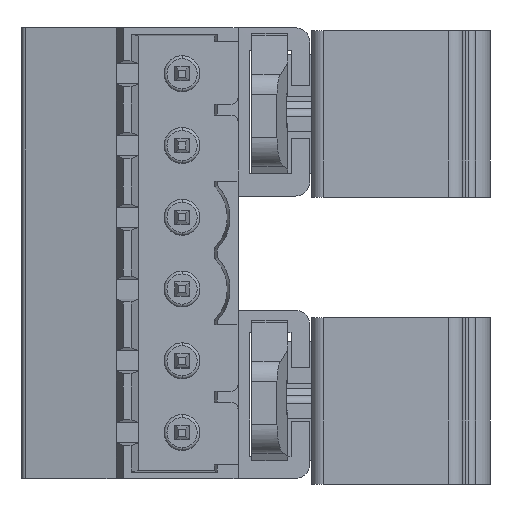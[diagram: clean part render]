
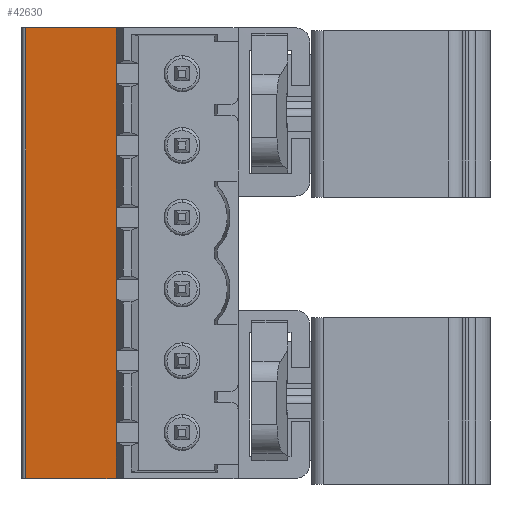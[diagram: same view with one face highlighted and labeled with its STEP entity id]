
A CAD part, left-side view. The second image highlights one B-rep face of the part: STEP entity #42630.
In plain terms, the highlighted planar face has unit normal (-0.991, 0.137, 0).
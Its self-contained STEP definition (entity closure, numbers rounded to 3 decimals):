
#3725=DIRECTION('',(-0.137,-0.991,0.));
#3726=VECTOR('',#3725,7.057);
#3727=CARTESIAN_POINT('',(10.664,14.791,-28.2));
#3728=LINE('',#3727,#3726);
#4445=DIRECTION('',(-0.137,-0.991,0.));
#4446=VECTOR('',#4445,7.057);
#4447=CARTESIAN_POINT('',(10.664,14.791,3.2));
#4448=LINE('',#4447,#4446);
#4494=DIRECTION('',(0.,0.,1.));
#4495=VECTOR('',#4494,31.4);
#4496=CARTESIAN_POINT('',(9.7,7.8,-28.2));
#4497=LINE('',#4496,#4495);
#4498=DIRECTION('',(0.,0.,-1.));
#4499=VECTOR('',#4498,31.4);
#4500=CARTESIAN_POINT('',(10.664,14.791,3.2));
#4501=LINE('',#4500,#4499);
#26333=CARTESIAN_POINT('',(9.7,7.8,3.2));
#26335=VERTEX_POINT('',#26333);
#26498=CARTESIAN_POINT('',(10.664,14.791,3.2));
#26500=VERTEX_POINT('',#26498);
#29399=CARTESIAN_POINT('',(9.7,7.8,-28.2));
#29401=VERTEX_POINT('',#29399);
#31916=CARTESIAN_POINT('',(10.664,14.791,-28.2));
#31917=VERTEX_POINT('',#31916);
#42618=CARTESIAN_POINT('',(10.7,15.05,-2.5));
#42619=DIRECTION('',(-0.991,0.137,0.));
#42620=DIRECTION('',(-0.137,-0.991,0.));
#42621=AXIS2_PLACEMENT_3D('',#42618,#42619,#42620);
#42622=PLANE('',#42621);
#42623=ORIENTED_EDGE('',*,*,#42605,.F.);
#42624=ORIENTED_EDGE('',*,*,#40883,.F.);
#42626=ORIENTED_EDGE('',*,*,#42625,.F.);
#42627=ORIENTED_EDGE('',*,*,#42543,.T.);
#42628=EDGE_LOOP('',(#42623,#42624,#42626,#42627));
#42629=FACE_OUTER_BOUND('',#42628,.F.);
#42630=ADVANCED_FACE('',(#42629),#42622,.T.);
#40883=EDGE_CURVE('',#31917,#29401,#3728,.T.);
#42543=EDGE_CURVE('',#26500,#26335,#4448,.T.);
#42605=EDGE_CURVE('',#29401,#26335,#4497,.T.);
#42625=EDGE_CURVE('',#26500,#31917,#4501,.T.);
